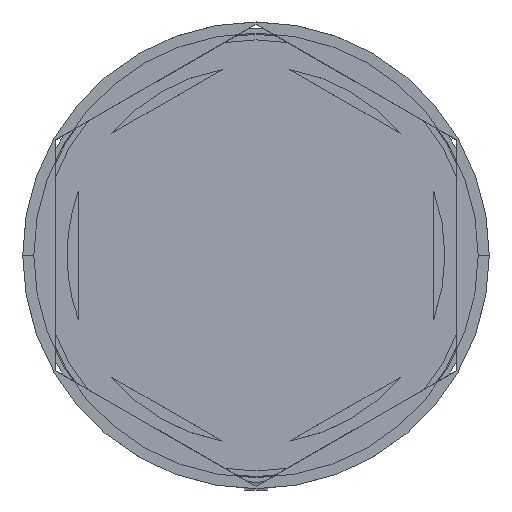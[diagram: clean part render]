
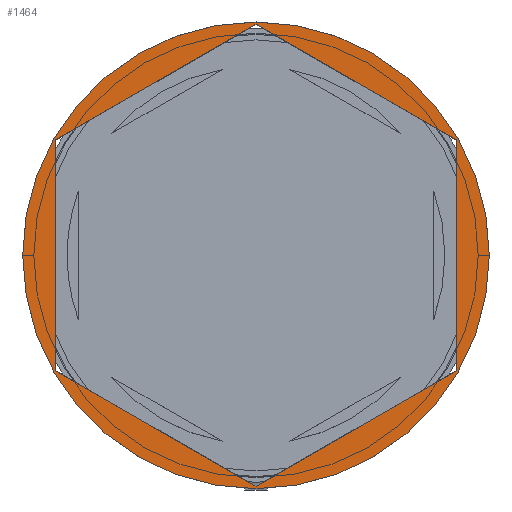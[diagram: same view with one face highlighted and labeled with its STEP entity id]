
A CAD part, top view. The second image highlights one B-rep face of the part: STEP entity #1464.
In plain terms, the highlighted planar face has unit normal (0, 0, 1).
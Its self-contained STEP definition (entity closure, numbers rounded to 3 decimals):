
#33 = LINE ( 'NONE', #2380, #901 ) ;
#35 = DIRECTION ( 'NONE',  ( 0., 0., 1. ) ) ;
#193 = EDGE_CURVE ( 'NONE', #2362, #1073, #816, .T. ) ;
#224 = DIRECTION ( 'NONE',  ( 0., 1., 0. ) ) ;
#237 = VECTOR ( 'NONE', #1352, 1000. ) ;
#252 = LINE ( 'NONE', #828, #1233 ) ;
#269 = ORIENTED_EDGE ( 'NONE', *, *, #855, .F. ) ;
#309 = ORIENTED_EDGE ( 'NONE', *, *, #971, .F. ) ;
#318 = CARTESIAN_POINT ( 'NONE',  ( -9., -5.196, 0. ) ) ;
#330 = ORIENTED_EDGE ( 'NONE', *, *, #193, .F. ) ;
#396 = DIRECTION ( 'NONE',  ( -0.866, -0.5, 0. ) ) ;
#427 = EDGE_CURVE ( 'NONE', #1073, #2574, #1810, .T. ) ;
#440 = VECTOR ( 'NONE', #396, 1000. ) ;
#449 = CARTESIAN_POINT ( 'NONE',  ( 0., 0., 0. ) ) ;
#452 = DIRECTION ( 'NONE',  ( 0., -1., 0. ) ) ;
#461 = FACE_BOUND ( 'NONE', #913, .T. ) ;
#496 = ORIENTED_EDGE ( 'NONE', *, *, #996, .F. ) ;
#500 = CARTESIAN_POINT ( 'NONE',  ( -10.5, 0., 0. ) ) ;
#710 = DIRECTION ( 'NONE',  ( 1., 0., 0. ) ) ;
#750 = AXIS2_PLACEMENT_3D ( 'NONE', #1304, #1102, #1890 ) ;
#816 = LINE ( 'NONE', #1747, #440 ) ;
#828 = CARTESIAN_POINT ( 'NONE',  ( 9., -5.196, 0. ) ) ;
#855 = EDGE_CURVE ( 'NONE', #1181, #2362, #1253, .T. ) ;
#877 = CARTESIAN_POINT ( 'NONE',  ( 0., 0., 0. ) ) ;
#896 = VERTEX_POINT ( 'NONE', #500 ) ;
#901 = VECTOR ( 'NONE', #2404, 1000. ) ;
#913 = EDGE_LOOP ( 'NONE', ( #269, #496, #309, #2349, #1136, #330 ) ) ;
#927 = ORIENTED_EDGE ( 'NONE', *, *, #1998, .T. ) ;
#971 = EDGE_CURVE ( 'NONE', #1120, #2147, #33, .T. ) ;
#996 = EDGE_CURVE ( 'NONE', #2147, #1181, #252, .T. ) ;
#1073 = VERTEX_POINT ( 'NONE', #1210 ) ;
#1102 = DIRECTION ( 'NONE',  ( 0., 0., 1. ) ) ;
#1120 = VERTEX_POINT ( 'NONE', #1697 ) ;
#1136 = ORIENTED_EDGE ( 'NONE', *, *, #427, .F. ) ;
#1147 = EDGE_LOOP ( 'NONE', ( #927, #1390 ) ) ;
#1150 = CARTESIAN_POINT ( 'NONE',  ( 0., 10.392, 0. ) ) ;
#1157 = EDGE_CURVE ( 'NONE', #2574, #1120, #1927, .T. ) ;
#1177 = CARTESIAN_POINT ( 'NONE',  ( 9., -5.196, 0. ) ) ;
#1181 = VERTEX_POINT ( 'NONE', #1492 ) ;
#1190 = AXIS2_PLACEMENT_3D ( 'NONE', #449, #35, #1259 ) ;
#1210 = CARTESIAN_POINT ( 'NONE',  ( -9., 5.196, 0. ) ) ;
#1233 = VECTOR ( 'NONE', #224, 1000. ) ;
#1253 = LINE ( 'NONE', #1497, #2231 ) ;
#1259 = DIRECTION ( 'NONE',  ( 1., 0., 0. ) ) ;
#1278 = DIRECTION ( 'NONE',  ( -0.866, 0.5, 0. ) ) ;
#1304 = CARTESIAN_POINT ( 'NONE',  ( 0., 0., 0. ) ) ;
#1334 = CIRCLE ( 'NONE', #750, 10.5 ) ;
#1352 = DIRECTION ( 'NONE',  ( 0.866, -0.5, 0. ) ) ;
#1390 = ORIENTED_EDGE ( 'NONE', *, *, #2360, .T. ) ;
#1464 = ADVANCED_FACE ( 'NONE', ( #461, #2243 ), #1807, .T. ) ;
#1492 = CARTESIAN_POINT ( 'NONE',  ( 9., 5.196, 0. ) ) ;
#1497 = CARTESIAN_POINT ( 'NONE',  ( 9., 5.196, 0. ) ) ;
#1509 = DIRECTION ( 'NONE',  ( 0., 0., 1. ) ) ;
#1580 = VERTEX_POINT ( 'NONE', #1632 ) ;
#1612 = AXIS2_PLACEMENT_3D ( 'NONE', #877, #1509, #710 ) ;
#1632 = CARTESIAN_POINT ( 'NONE',  ( 10.5, 0., 0. ) ) ;
#1697 = CARTESIAN_POINT ( 'NONE',  ( 0., -10.392, 0. ) ) ;
#1747 = CARTESIAN_POINT ( 'NONE',  ( 0., 10.392, 0. ) ) ;
#1807 = PLANE ( 'NONE',  #1190 ) ;
#1810 = LINE ( 'NONE', #2245, #2185 ) ;
#1890 = DIRECTION ( 'NONE',  ( 1., 0., 0. ) ) ;
#1927 = LINE ( 'NONE', #318, #237 ) ;
#1998 = EDGE_CURVE ( 'NONE', #1580, #896, #2195, .T. ) ;
#2147 = VERTEX_POINT ( 'NONE', #1177 ) ;
#2185 = VECTOR ( 'NONE', #452, 1000. ) ;
#2195 = CIRCLE ( 'NONE', #1612, 10.5 ) ;
#2231 = VECTOR ( 'NONE', #1278, 1000. ) ;
#2243 = FACE_OUTER_BOUND ( 'NONE', #1147, .T. ) ;
#2245 = CARTESIAN_POINT ( 'NONE',  ( -9., 5.196, 0. ) ) ;
#2349 = ORIENTED_EDGE ( 'NONE', *, *, #1157, .F. ) ;
#2360 = EDGE_CURVE ( 'NONE', #896, #1580, #1334, .T. ) ;
#2362 = VERTEX_POINT ( 'NONE', #1150 ) ;
#2380 = CARTESIAN_POINT ( 'NONE',  ( 0., -10.392, 0. ) ) ;
#2382 = CARTESIAN_POINT ( 'NONE',  ( -9., -5.196, 0. ) ) ;
#2404 = DIRECTION ( 'NONE',  ( 0.866, 0.5, 0. ) ) ;
#2574 = VERTEX_POINT ( 'NONE', #2382 ) ;
